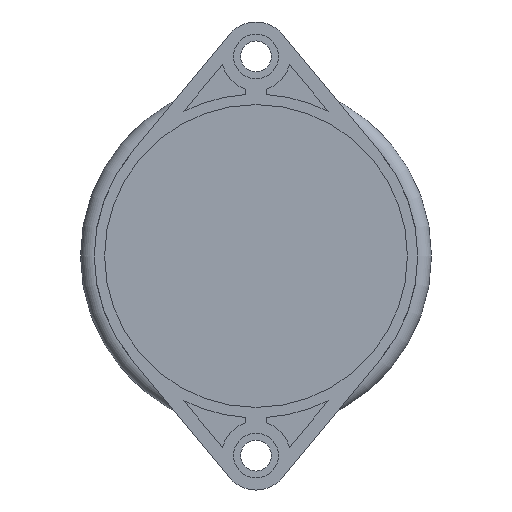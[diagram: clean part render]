
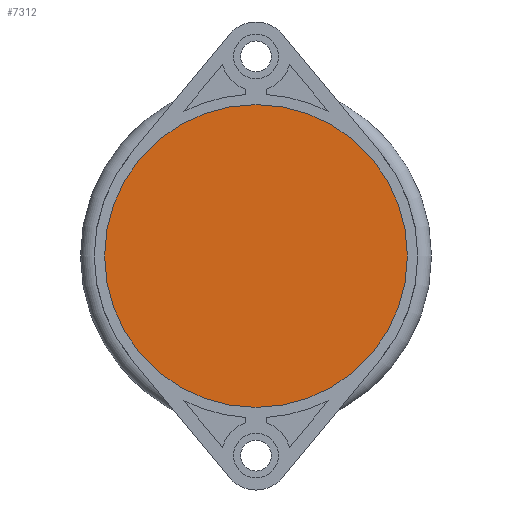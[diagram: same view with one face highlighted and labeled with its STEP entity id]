
A CAD part, front view. The second image highlights one B-rep face of the part: STEP entity #7312.
In plain terms, the highlighted planar face has unit normal (0, -1, 0).
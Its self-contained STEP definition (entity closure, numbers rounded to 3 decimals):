
#5514=CARTESIAN_POINT('',(0.,-42.956,0.));
#5515=DIRECTION('',(0.,-1.,0.));
#5516=DIRECTION('',(0.,0.,-1.));
#5517=AXIS2_PLACEMENT_3D('',#5514,#5515,#5516);
#5519=CARTESIAN_POINT('',(0.,-42.956,0.));
#5520=DIRECTION('',(0.,-1.,0.));
#5521=DIRECTION('',(0.,0.,1.));
#5522=AXIS2_PLACEMENT_3D('',#5519,#5520,#5521);
#5816=CARTESIAN_POINT('',(0.,-42.956,-22.));
#5817=CARTESIAN_POINT('',(0.,-42.956,22.));
#5818=VERTEX_POINT('',#5816);
#5819=VERTEX_POINT('',#5817);
#7303=CARTESIAN_POINT('',(0.,-42.956,0.));
#7304=DIRECTION('',(0.,-1.,0.));
#7305=DIRECTION('',(0.,0.,-1.));
#7306=AXIS2_PLACEMENT_3D('',#7303,#7304,#7305);
#7307=PLANE('',#7306);
#7308=ORIENTED_EDGE('',*,*,#7285,.F.);
#7309=ORIENTED_EDGE('',*,*,#7295,.F.);
#7310=EDGE_LOOP('',(#7308,#7309));
#7311=FACE_OUTER_BOUND('',#7310,.F.);
#7312=ADVANCED_FACE('',(#7311),#7307,.T.);
#5518=CIRCLE('',#5517,22.);
#5523=CIRCLE('',#5522,22.);
#7285=EDGE_CURVE('',#5818,#5819,#5518,.T.);
#7295=EDGE_CURVE('',#5819,#5818,#5523,.T.);
